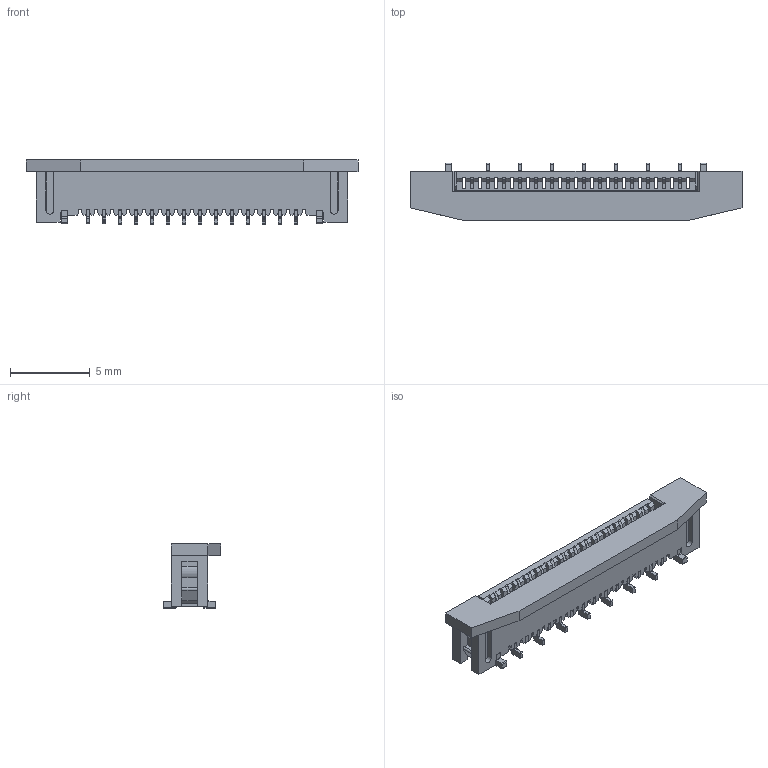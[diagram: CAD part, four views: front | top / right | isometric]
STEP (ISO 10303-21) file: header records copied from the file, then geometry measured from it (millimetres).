
FILE_DESCRIPTION( ( 'Unknown' ), '1' );
FILE_NAME( '686114183822.stp', 'Unknown', ( 'Unknown' ), ( 'Unknown' ), 'PSStep 18.0.17', 'Unknown', ' ' );
FILE_SCHEMA( ( 'AUTOMOTIVE_DESIGN { 1 0 10303 214 1 1 1 1 }' ) );
Length unit declared in the file: millimetre
Products named in the file (6): Assem1; 6861xx183822_Solder pad; 6861xx183822_pin1; 6861xx183822_pin2; 686114183822; 686114183822_Actuator
Assembly tree (18 placements, depth 2):
  Assem1
    6861xx183822_Solder pad  x2
    6861xx183822_pin1  x7
    6861xx183822_pin2  x7
    686114183822
    686114183822_Actuator
Bounding box: 20.8 x 3.6 x 4.03 mm (x, y, z)
Volume: 134.9 mm3; surface area: 788.7 mm2
Topology: 18 solids, 18 shells, 1265 faces, 4019 edges, 2674 vertices
Faces by surface type: plane 938, cylinder 327
Entity records: 30959 total; most frequent: ORIENTED_EDGE 4714, CARTESIAN_POINT 4627, DIRECTION 3895, EDGE_CURVE 2357, LINE 2227, VECTOR 2227, VERTEX_POINT 1566, AXIS2_PLACEMENT_3D 834
